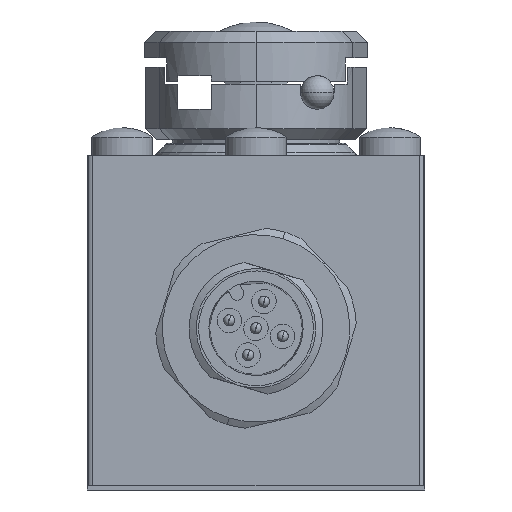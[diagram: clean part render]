
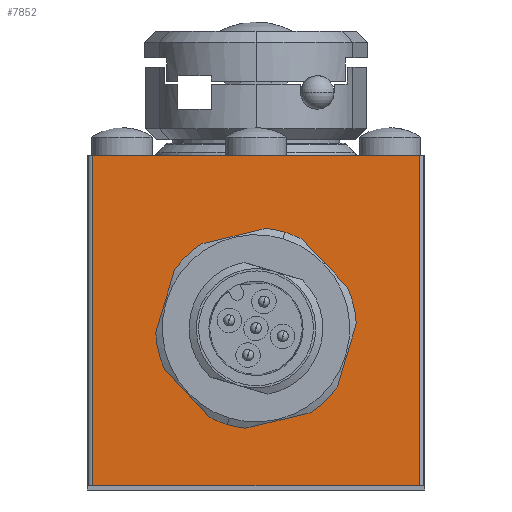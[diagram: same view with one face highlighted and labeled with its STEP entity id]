
A CAD part, front view. The second image highlights one B-rep face of the part: STEP entity #7852.
In plain terms, the highlighted planar face has unit normal (0, -1, 0).
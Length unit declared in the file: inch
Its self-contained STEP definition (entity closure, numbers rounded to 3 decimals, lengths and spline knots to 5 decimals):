
#769 = VERTEX_POINT ( 'NONE', #9105 ) ;
#855 = CARTESIAN_POINT ( 'NONE',  ( -0.47244, -2.14567, 1.1811 ) ) ;
#1473 = ORIENTED_EDGE ( 'NONE', *, *, #13215, .F. ) ;
#1549 = ORIENTED_EDGE ( 'NONE', *, *, #13348, .T. ) ;
#2091 = CARTESIAN_POINT ( 'NONE',  ( 0.31496, -2.14567, 0.57087 ) ) ;
#2540 = EDGE_CURVE ( 'NONE', #10034, #5739, #17684, .T. ) ;
#3123 = VERTEX_POINT ( 'NONE', #7709 ) ;
#3419 = CARTESIAN_POINT ( 'NONE',  ( -0.57677, -2.14567, 0.01575 ) ) ;
#3949 = EDGE_CURVE ( 'NONE', #17900, #769, #14570, .T. ) ;
#4156 = LINE ( 'NONE', #16760, #8596 ) ;
#4298 = EDGE_LOOP ( 'NONE', ( #7349, #1473, #7616, #1549, #9055, #10467 ) ) ;
#4541 = FACE_OUTER_BOUND ( 'NONE', #4298, .T. ) ;
#4564 = DIRECTION ( 'NONE',  ( 1., 0., 0. ) ) ;
#4682 = DIRECTION ( 'NONE',  ( 0., 0., -1. ) ) ;
#4718 = CIRCLE ( 'NONE', #10656, 0.31496 ) ;
#5227 = LINE ( 'NONE', #5764, #16764 ) ;
#5629 = VERTEX_POINT ( 'NONE', #13878 ) ;
#5739 = VERTEX_POINT ( 'NONE', #9777 ) ;
#5764 = CARTESIAN_POINT ( 'NONE',  ( 0.57677, -2.14567, 1.1811 ) ) ;
#6182 = VERTEX_POINT ( 'NONE', #12472 ) ;
#6277 = CARTESIAN_POINT ( 'NONE',  ( 0.59646, -2.14567, 0. ) ) ;
#6402 = DIRECTION ( 'NONE',  ( 0., 0., -1. ) ) ;
#7349 = ORIENTED_EDGE ( 'NONE', *, *, #2540, .T. ) ;
#7611 = CARTESIAN_POINT ( 'NONE',  ( 0.47244, -2.14567, 1.1811 ) ) ;
#7616 = ORIENTED_EDGE ( 'NONE', *, *, #17095, .T. ) ;
#7709 = CARTESIAN_POINT ( 'NONE',  ( -0.47244, -2.14567, 1.1811 ) ) ;
#7852 = ADVANCED_FACE ( 'NONE', ( #7887, #4541 ), #16405, .T. ) ;
#7887 = FACE_BOUND ( 'NONE', #12505, .T. ) ;
#8111 = CARTESIAN_POINT ( 'NONE',  ( 0.57677, -2.14567, 1.1811 ) ) ;
#8596 = VECTOR ( 'NONE', #12268, 39.37008 ) ;
#8737 = EDGE_CURVE ( 'NONE', #769, #17900, #4718, .T. ) ;
#9055 = ORIENTED_EDGE ( 'NONE', *, *, #15624, .T. ) ;
#9105 = CARTESIAN_POINT ( 'NONE',  ( -0.31496, -2.14567, 0.57087 ) ) ;
#9378 = VERTEX_POINT ( 'NONE', #12530 ) ;
#9596 = VECTOR ( 'NONE', #16384, 39.37008 ) ;
#9759 = LINE ( 'NONE', #7611, #14732 ) ;
#9777 = CARTESIAN_POINT ( 'NONE',  ( 0.57677, -2.14567, 0.01575 ) ) ;
#9800 = CARTESIAN_POINT ( 'NONE',  ( -0.57677, -2.14567, 0.01575 ) ) ;
#10034 = VERTEX_POINT ( 'NONE', #3419 ) ;
#10467 = ORIENTED_EDGE ( 'NONE', *, *, #12978, .F. ) ;
#10656 = AXIS2_PLACEMENT_3D ( 'NONE', #15586, #12478, #13944 ) ;
#11582 = VECTOR ( 'NONE', #14243, 39.37008 ) ;
#11733 = DIRECTION ( 'NONE',  ( 0., 1., 0. ) ) ;
#12109 = VECTOR ( 'NONE', #16661, 39.37008 ) ;
#12268 = DIRECTION ( 'NONE',  ( 0., 0., 1. ) ) ;
#12472 = CARTESIAN_POINT ( 'NONE',  ( 0.57677, -2.14567, 1.1811 ) ) ;
#12478 = DIRECTION ( 'NONE',  ( 0., 1., 0. ) ) ;
#12505 = EDGE_LOOP ( 'NONE', ( #14880, #12973 ) ) ;
#12530 = CARTESIAN_POINT ( 'NONE',  ( 0.47244, -2.14567, 1.1811 ) ) ;
#12973 = ORIENTED_EDGE ( 'NONE', *, *, #8737, .T. ) ;
#12978 = EDGE_CURVE ( 'NONE', #10034, #5629, #4156, .T. ) ;
#13215 = EDGE_CURVE ( 'NONE', #6182, #5739, #5227, .T. ) ;
#13348 = EDGE_CURVE ( 'NONE', #9378, #3123, #9759, .T. ) ;
#13878 = CARTESIAN_POINT ( 'NONE',  ( -0.57677, -2.14567, 1.1811 ) ) ;
#13944 = DIRECTION ( 'NONE',  ( 1., 0., 0. ) ) ;
#14243 = DIRECTION ( 'NONE',  ( 1., 0., 0. ) ) ;
#14570 = CIRCLE ( 'NONE', #15740, 0.31496 ) ;
#14732 = VECTOR ( 'NONE', #17843, 39.37008 ) ;
#14836 = LINE ( 'NONE', #8111, #12109 ) ;
#14880 = ORIENTED_EDGE ( 'NONE', *, *, #3949, .T. ) ;
#15258 = LINE ( 'NONE', #855, #9596 ) ;
#15586 = CARTESIAN_POINT ( 'NONE',  ( 0., -2.14567, 0.57087 ) ) ;
#15624 = EDGE_CURVE ( 'NONE', #3123, #5629, #15258, .T. ) ;
#15740 = AXIS2_PLACEMENT_3D ( 'NONE', #16000, #11733, #4564 ) ;
#16000 = CARTESIAN_POINT ( 'NONE',  ( 0., -2.14567, 0.57087 ) ) ;
#16336 = DIRECTION ( 'NONE',  ( 0., -1., 0. ) ) ;
#16384 = DIRECTION ( 'NONE',  ( -1., 0., 0. ) ) ;
#16405 = PLANE ( 'NONE',  #18375 ) ;
#16661 = DIRECTION ( 'NONE',  ( -1., 0., 0. ) ) ;
#16760 = CARTESIAN_POINT ( 'NONE',  ( -0.57677, -2.14567, 0.01575 ) ) ;
#16764 = VECTOR ( 'NONE', #4682, 39.37008 ) ;
#17095 = EDGE_CURVE ( 'NONE', #6182, #9378, #14836, .T. ) ;
#17684 = LINE ( 'NONE', #9800, #11582 ) ;
#17843 = DIRECTION ( 'NONE',  ( -1., 0., 0. ) ) ;
#17900 = VERTEX_POINT ( 'NONE', #2091 ) ;
#18375 = AXIS2_PLACEMENT_3D ( 'NONE', #6277, #16336, #6402 ) ;
